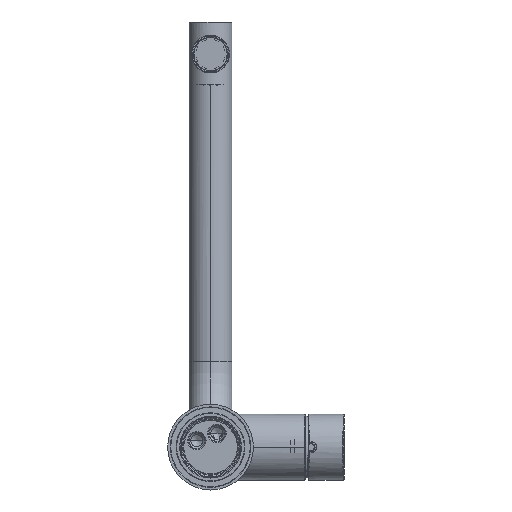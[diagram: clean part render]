
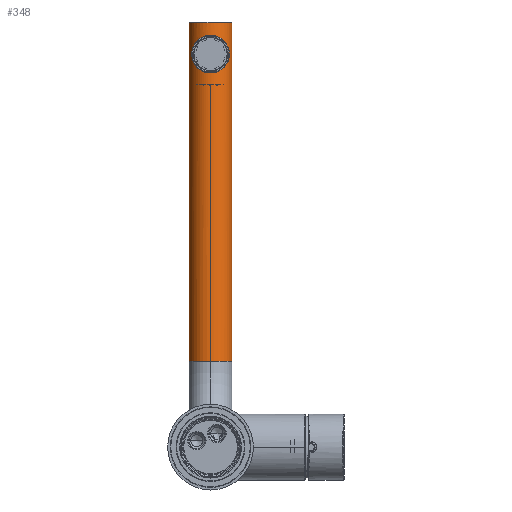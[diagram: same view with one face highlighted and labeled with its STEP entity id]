
A CAD part, front view. The second image highlights one B-rep face of the part: STEP entity #348.
In plain terms, the highlighted cylindrical face has radius 12 mm (diameter 24 mm), a full revolution.
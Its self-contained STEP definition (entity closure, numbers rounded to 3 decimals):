
#348=ADVANCED_FACE('',(#939,#940,#941),#942,.T.);
#939=FACE_BOUND('',#2043,.T.);
#940=FACE_BOUND('',#2044,.T.);
#941=FACE_BOUND('',#2045,.T.);
#942=CYLINDRICAL_SURFACE('',#2046,12.0);
#2043=EDGE_LOOP('',(#4301,#4302));
#2044=EDGE_LOOP('',(#4303,#4304));
#2045=EDGE_LOOP('',(#4305,#4306));
#2046=AXIS2_PLACEMENT_3D('',#4307,#4308,#4309);
#4301=ORIENTED_EDGE('',*,*,#7795,.F.);
#4302=ORIENTED_EDGE('',*,*,#7796,.F.);
#4303=ORIENTED_EDGE('',*,*,#7794,.T.);
#4304=ORIENTED_EDGE('',*,*,#7793,.T.);
#4305=ORIENTED_EDGE('',*,*,#7789,.T.);
#4306=ORIENTED_EDGE('',*,*,#7790,.T.);
#4307=CARTESIAN_POINT('',(0.,290.0,238.0));
#4308=DIRECTION('',(0.0,0.0,1.0));
#4309=DIRECTION('',(0.0,-1.0,0.0));
#7789=EDGE_CURVE('',#9313,#9315,#9317,.T.);
#7790=EDGE_CURVE('',#9315,#9313,#9318,.T.);
#7793=EDGE_CURVE('',#9319,#9321,#9323,.T.);
#7794=EDGE_CURVE('',#9321,#9319,#9324,.T.);
#7795=EDGE_CURVE('',#9325,#9326,#9327,.T.);
#7796=EDGE_CURVE('',#9326,#9325,#9328,.T.);
#9313=VERTEX_POINT('',#11635);
#9315=VERTEX_POINT('',#11637);
#9317=CIRCLE('',#11639,12.0);
#9318=CIRCLE('',#11640,12.0);
#9319=VERTEX_POINT('',#11641);
#9321=VERTEX_POINT('',#11644);
#9323=B_SPLINE_CURVE_WITH_KNOTS('',3,(#11647,#11648,#11649,#11650,#11651,#11652,#11653,#11654,#11655,#11656,#11657,#11658,#11659,#11660,#11661,#11662,#11663,#11664,#11665,#11666,#11667,#11668,#11669,#11670,#11671,#11672,#11673,#11674,#11675,#11676,#11677,#11678),.UNSPECIFIED.,.F.,.F.,(4,1,1,1,1,1,1,1,1,1,1,1,1,1,1,1,1,1,1,1,1,1,1,1,1,1,1,1,1,4),(0.0,0.034,0.069,0.103,0.138,0.172,0.207,0.241,0.276,0.31,0.345,0.379,0.414,0.448,0.483,0.517,0.552,0.586,0.621,0.655,0.69,0.724,0.759,0.793,0.828,0.862,0.897,0.931,0.966,1.0),.UNSPECIFIED.);
#9324=B_SPLINE_CURVE_WITH_KNOTS('',3,(#11679,#11680,#11681,#11682,#11683,#11684,#11685,#11686,#11687,#11688,#11689,#11690,#11691,#11692,#11693,#11694,#11695,#11696,#11697,#11698,#11699,#11700,#11701,#11702,#11703,#11704,#11705,#11706,#11707,#11708,#11709,#11710),.UNSPECIFIED.,.F.,.F.,(4,1,1,1,1,1,1,1,1,1,1,1,1,1,1,1,1,1,1,1,1,1,1,1,1,1,1,1,1,4),(0.0,0.034,0.069,0.103,0.138,0.172,0.207,0.241,0.276,0.31,0.345,0.379,0.414,0.448,0.483,0.517,0.552,0.586,0.621,0.655,0.69,0.724,0.759,0.793,0.828,0.862,0.897,0.931,0.966,1.0),.UNSPECIFIED.);
#9325=VERTEX_POINT('',#11711);
#9326=VERTEX_POINT('',#11712);
#9327=CIRCLE('',#11713,12.0);
#9328=CIRCLE('',#11714,12.0);
#11635=CARTESIAN_POINT('',(12.0,290.0,237.5));
#11637=CARTESIAN_POINT('',(-12.0,290.0,237.5));
#11639=AXIS2_PLACEMENT_3D('',#17196,#17197,#17198);
#11640=AXIS2_PLACEMENT_3D('',#17199,#17200,#17201);
#11641=CARTESIAN_POINT('',(0.,278.0,209.45));
#11644=CARTESIAN_POINT('',(0.,278.0,230.55));
#11647=CARTESIAN_POINT('',(0.,278.0,209.45));
#11648=CARTESIAN_POINT('',(-0.333,278.0,209.45));
#11649=CARTESIAN_POINT('',(-1.01,278.026,209.48));
#11650=CARTESIAN_POINT('',(-2.109,278.17,209.644));
#11651=CARTESIAN_POINT('',(-3.118,278.398,209.905));
#11652=CARTESIAN_POINT('',(-4.047,278.69,210.241));
#11653=CARTESIAN_POINT('',(-4.919,279.041,210.65));
#11654=CARTESIAN_POINT('',(-5.807,279.481,211.169));
#11655=CARTESIAN_POINT('',(-6.756,280.059,211.864));
#11656=CARTESIAN_POINT('',(-7.722,280.788,212.769));
#11657=CARTESIAN_POINT('',(-8.603,281.606,213.839));
#11658=CARTESIAN_POINT('',(-9.346,282.449,215.04));
#11659=CARTESIAN_POINT('',(-9.897,283.199,216.272));
#11660=CARTESIAN_POINT('',(-10.255,283.761,217.433));
#11661=CARTESIAN_POINT('',(-10.468,284.13,218.543));
#11662=CARTESIAN_POINT('',(-10.556,284.293,219.573));
#11663=CARTESIAN_POINT('',(-10.552,284.286,220.509));
#11664=CARTESIAN_POINT('',(-10.458,284.113,221.52));
#11665=CARTESIAN_POINT('',(-10.244,283.742,222.609));
#11666=CARTESIAN_POINT('',(-9.888,283.187,223.748));
#11667=CARTESIAN_POINT('',(-9.346,282.45,224.958));
#11668=CARTESIAN_POINT('',(-8.608,281.611,226.154));
#11669=CARTESIAN_POINT('',(-7.728,280.792,227.226));
#11670=CARTESIAN_POINT('',(-6.758,280.061,228.134));
#11671=CARTESIAN_POINT('',(-5.805,279.48,228.832));
#11672=CARTESIAN_POINT('',(-4.916,279.04,229.351));
#11673=CARTESIAN_POINT('',(-4.047,278.69,229.759));
#11674=CARTESIAN_POINT('',(-3.117,278.398,230.096));
#11675=CARTESIAN_POINT('',(-2.107,278.17,230.357));
#11676=CARTESIAN_POINT('',(-1.011,278.026,230.52));
#11677=CARTESIAN_POINT('',(-0.333,278.0,230.55));
#11678=CARTESIAN_POINT('',(0.,278.0,230.55));
#11679=CARTESIAN_POINT('',(0.,278.0,230.55));
#11680=CARTESIAN_POINT('',(0.332,278.0,230.55));
#11681=CARTESIAN_POINT('',(1.009,278.026,230.52));
#11682=CARTESIAN_POINT('',(2.107,278.17,230.357));
#11683=CARTESIAN_POINT('',(3.115,278.397,230.096));
#11684=CARTESIAN_POINT('',(4.044,278.689,229.76));
#11685=CARTESIAN_POINT('',(4.914,279.039,229.353));
#11686=CARTESIAN_POINT('',(5.802,279.479,228.834));
#11687=CARTESIAN_POINT('',(6.752,280.057,228.139));
#11688=CARTESIAN_POINT('',(7.72,280.786,227.234));
#11689=CARTESIAN_POINT('',(8.599,281.603,226.166));
#11690=CARTESIAN_POINT('',(9.339,282.44,224.973));
#11691=CARTESIAN_POINT('',(9.885,283.181,223.758));
#11692=CARTESIAN_POINT('',(10.242,283.739,222.616));
#11693=CARTESIAN_POINT('',(10.458,284.112,221.524));
#11694=CARTESIAN_POINT('',(10.552,284.285,220.513));
#11695=CARTESIAN_POINT('',(10.556,284.293,219.575));
#11696=CARTESIAN_POINT('',(10.468,284.131,218.545));
#11697=CARTESIAN_POINT('',(10.255,283.761,217.434));
#11698=CARTESIAN_POINT('',(9.898,283.2,216.274));
#11699=CARTESIAN_POINT('',(9.349,282.453,215.045));
#11700=CARTESIAN_POINT('',(8.604,281.607,213.841));
#11701=CARTESIAN_POINT('',(7.721,280.787,212.767));
#11702=CARTESIAN_POINT('',(6.753,280.057,211.861));
#11703=CARTESIAN_POINT('',(5.802,279.478,211.166));
#11704=CARTESIAN_POINT('',(4.913,279.038,210.647));
#11705=CARTESIAN_POINT('',(4.044,278.689,210.24));
#11706=CARTESIAN_POINT('',(3.114,278.397,209.903));
#11707=CARTESIAN_POINT('',(2.105,278.17,209.643));
#11708=CARTESIAN_POINT('',(1.01,278.026,209.48));
#11709=CARTESIAN_POINT('',(0.333,278.0,209.45));
#11710=CARTESIAN_POINT('',(0.,278.0,209.45));
#11711=CARTESIAN_POINT('',(0.,302.0,48.0));
#11712=CARTESIAN_POINT('',(0.,278.0,48.0));
#11713=AXIS2_PLACEMENT_3D('',#17204,#17205,#17206);
#11714=AXIS2_PLACEMENT_3D('',#17207,#17208,#17209);
#17196=CARTESIAN_POINT('',(0.,290.0,237.5));
#17197=DIRECTION('',(0.0,0.0,-1.0));
#17198=DIRECTION('',(1.0,0.0,0.0));
#17199=CARTESIAN_POINT('',(0.,290.0,237.5));
#17200=DIRECTION('',(0.0,0.0,-1.0));
#17201=DIRECTION('',(-1.0,0.0,0.0));
#17204=CARTESIAN_POINT('',(0.,290.0,48.0));
#17205=DIRECTION('',(0.0,0.0,-1.0));
#17206=DIRECTION('',(0.0,1.0,0.0));
#17207=CARTESIAN_POINT('',(0.,290.0,48.0));
#17208=DIRECTION('',(0.0,0.0,-1.0));
#17209=DIRECTION('',(0.0,-1.0,0.0));
